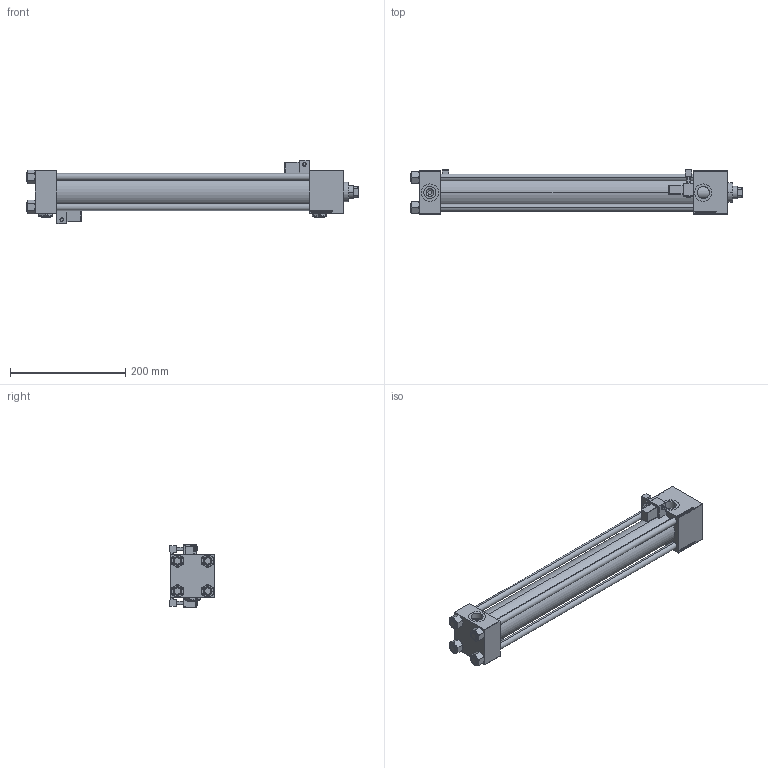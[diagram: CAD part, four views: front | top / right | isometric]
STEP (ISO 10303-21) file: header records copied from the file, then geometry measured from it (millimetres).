
FILE_DESCRIPTION (( 'STEP AP203' ), '1' );
FILE_NAME ('5308.STEP', '2022-09-13T23:37:47', ( '' ), ( '' ), 'SwSTEP 2.0', 'SolidWorks 2019', '' );
FILE_SCHEMA (( 'CONFIG_CONTROL_DESIGN' ));
Length unit declared in the file: millimetre
Products named in the file (10): V215CR_C_Body 24f5b78809a474a1b72569b513e5e498; V215CR_VCP_C 24f5b78809a474a1b72569b513e5e498; V215CR_MSU 24f5b78809a474a1b72569b513e5e498; NUT_M5_C 24f5b78809a474a1b72569b513e5e498; DFA 24f5b78809a474a1b72569b513e5e498; FEMALE_PART_FOR_DFA 24f5b78809a474a1b72569b513e5e498; V215CR_C_TYCINKA 24f5b78809a474a1b72569b513e5e498; Zatka_pro_OIL_PORT 24f5b78809a474a1b72569b513e5e498; 5308; V215_VC_A 24f5b78809a474a1b72569b513e5e498
Assembly tree (17 placements, depth 3):
  5308
    V215CR_C_Body 24f5b78809a474a1b72569b513e5e498
    V215CR_VCP_C 24f5b78809a474a1b72569b513e5e498
    NUT_M5_C 24f5b78809a474a1b72569b513e5e498  x4
    V215CR_C_TYCINKA 24f5b78809a474a1b72569b513e5e498  x4
    V215_VC_A 24f5b78809a474a1b72569b513e5e498
    DFA 24f5b78809a474a1b72569b513e5e498
      FEMALE_PART_FOR_DFA 24f5b78809a474a1b72569b513e5e498
    V215CR_MSU 24f5b78809a474a1b72569b513e5e498  x2
    Zatka_pro_OIL_PORT 24f5b78809a474a1b72569b513e5e498  x2
Bounding box: 575 x 77.03 x 109.57 mm (x, y, z)
Volume: 1208921.5 mm3; surface area: 378643.7 mm2
Topology: 16 solids, 16 shells, 1442 faces, 3550 edges, 2249 vertices
Faces by surface type: plane 645, bspline 392, cone 190, cylinder 171, sphere 24, torus 20
Entity records: 55763 total; most frequent: CARTESIAN_POINT 28301, ORIENTED_EDGE 6018, DIRECTION 4149, EDGE_CURVE 3009, VERTEX_POINT 1951, LINE 1779, VECTOR 1779, EDGE_LOOP 1346
